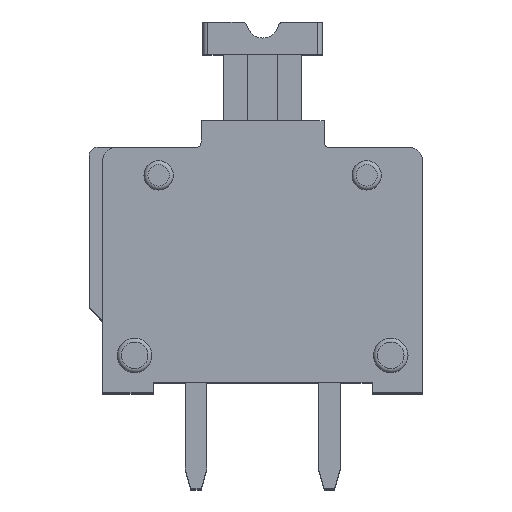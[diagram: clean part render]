
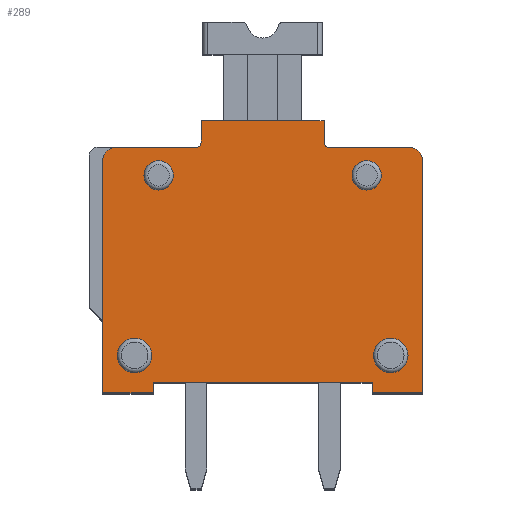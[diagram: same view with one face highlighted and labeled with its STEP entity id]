
A CAD part, top view. The second image highlights one B-rep face of the part: STEP entity #289.
In plain terms, the highlighted planar face has unit normal (0, 0, 1).
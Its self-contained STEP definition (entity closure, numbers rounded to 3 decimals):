
#289 = ADVANCED_FACE( '', ( #639, #640, #641, #642, #643 ), #644, .T. );
#639 = FACE_OUTER_BOUND( '', #1113, .T. );
#640 = FACE_BOUND( '', #1114, .T. );
#641 = FACE_BOUND( '', #1115, .T. );
#642 = FACE_BOUND( '', #1116, .T. );
#643 = FACE_BOUND( '', #1117, .T. );
#644 = PLANE( '', #1118 );
#1113 = EDGE_LOOP( '', ( #1629, #1630, #1631, #1632, #1633, #1634, #1635, #1636, #1637, #1638, #1639, #1640, #1641, #1642, #1643, #1644 ) );
#1114 = EDGE_LOOP( '', ( #1645 ) );
#1115 = EDGE_LOOP( '', ( #1646 ) );
#1116 = EDGE_LOOP( '', ( #1647 ) );
#1117 = EDGE_LOOP( '', ( #1648 ) );
#1118 = AXIS2_PLACEMENT_3D( '', #1649, #1650, #1651 );
#1629 = ORIENTED_EDGE( '', *, *, #2850, .T. );
#1630 = ORIENTED_EDGE( '', *, *, #2851, .T. );
#1631 = ORIENTED_EDGE( '', *, *, #2852, .F. );
#1632 = ORIENTED_EDGE( '', *, *, #2853, .F. );
#1633 = ORIENTED_EDGE( '', *, *, #2854, .F. );
#1634 = ORIENTED_EDGE( '', *, *, #2855, .T. );
#1635 = ORIENTED_EDGE( '', *, *, #2856, .F. );
#1636 = ORIENTED_EDGE( '', *, *, #2857, .F. );
#1637 = ORIENTED_EDGE( '', *, *, #2858, .T. );
#1638 = ORIENTED_EDGE( '', *, *, #2859, .T. );
#1639 = ORIENTED_EDGE( '', *, *, #2860, .T. );
#1640 = ORIENTED_EDGE( '', *, *, #2861, .T. );
#1641 = ORIENTED_EDGE( '', *, *, #2862, .T. );
#1642 = ORIENTED_EDGE( '', *, *, #2863, .F. );
#1643 = ORIENTED_EDGE( '', *, *, #2864, .T. );
#1644 = ORIENTED_EDGE( '', *, *, #2865, .F. );
#1645 = ORIENTED_EDGE( '', *, *, #2866, .F. );
#1646 = ORIENTED_EDGE( '', *, *, #2867, .F. );
#1647 = ORIENTED_EDGE( '', *, *, #2868, .F. );
#1648 = ORIENTED_EDGE( '', *, *, #2869, .F. );
#1649 = CARTESIAN_POINT( '', ( 5.954, 7.756, 3. ) );
#1650 = DIRECTION( '', ( 0., 0., 1. ) );
#1651 = DIRECTION( '', ( 1., 0., 0. ) );
#2850 = EDGE_CURVE( '', #3372, #3373, #3374, .T. );
#2851 = EDGE_CURVE( '', #3373, #3375, #3376, .T. );
#2852 = EDGE_CURVE( '', #3377, #3375, #3378, .T. );
#2853 = EDGE_CURVE( '', #3379, #3377, #3380, .T. );
#2854 = EDGE_CURVE( '', #3381, #3379, #3382, .T. );
#2855 = EDGE_CURVE( '', #3381, #3383, #3384, .T. );
#2856 = EDGE_CURVE( '', #3385, #3383, #3386, .T. );
#2857 = EDGE_CURVE( '', #3387, #3385, #3388, .T. );
#2858 = EDGE_CURVE( '', #3387, #3389, #3390, .T. );
#2859 = EDGE_CURVE( '', #3389, #3391, #3392, .T. );
#2860 = EDGE_CURVE( '', #3391, #3393, #3394, .T. );
#2861 = EDGE_CURVE( '', #3393, #3395, #3396, .T. );
#2862 = EDGE_CURVE( '', #3395, #3397, #3398, .T. );
#2863 = EDGE_CURVE( '', #3399, #3397, #3400, .T. );
#2864 = EDGE_CURVE( '', #3399, #3401, #3402, .T. );
#2865 = EDGE_CURVE( '', #3372, #3401, #3403, .T. );
#2866 = EDGE_CURVE( '', #3404, #3404, #3405, .T. );
#2867 = EDGE_CURVE( '', #3406, #3406, #3407, .T. );
#2868 = EDGE_CURVE( '', #3408, #3408, #3409, .T. );
#2869 = EDGE_CURVE( '', #3410, #3410, #3411, .T. );
#3372 = VERTEX_POINT( '', #4123 );
#3373 = VERTEX_POINT( '', #4124 );
#3374 = LINE( '', #4125, #4126 );
#3375 = VERTEX_POINT( '', #4127 );
#3376 = LINE( '', #4128, #4129 );
#3377 = VERTEX_POINT( '', #4130 );
#3378 = LINE( '', #4131, #4132 );
#3379 = VERTEX_POINT( '', #4133 );
#3380 = LINE( '', #4134, #4135 );
#3381 = VERTEX_POINT( '', #4136 );
#3382 = LINE( '', #4137, #4138 );
#3383 = VERTEX_POINT( '', #4139 );
#3384 = LINE( '', #4140, #4141 );
#3385 = VERTEX_POINT( '', #4142 );
#3386 = LINE( '', #4143, #4144 );
#3387 = VERTEX_POINT( '', #4145 );
#3388 = CIRCLE( '', #4146, 0.5 );
#3389 = VERTEX_POINT( '', #4147 );
#3390 = LINE( '', #4148, #4149 );
#3391 = VERTEX_POINT( '', #4150 );
#3392 = CIRCLE( '', #4151, 0.2 );
#3393 = VERTEX_POINT( '', #4152 );
#3394 = LINE( '', #4153, #4154 );
#3395 = VERTEX_POINT( '', #4155 );
#3396 = LINE( '', #4156, #4157 );
#3397 = VERTEX_POINT( '', #4158 );
#3398 = LINE( '', #4159, #4160 );
#3399 = VERTEX_POINT( '', #4161 );
#3400 = CIRCLE( '', #4162, 0.2 );
#3401 = VERTEX_POINT( '', #4163 );
#3402 = LINE( '', #4164, #4165 );
#3403 = CIRCLE( '', #4166, 0.5 );
#3404 = VERTEX_POINT( '', #4167 );
#3405 = CIRCLE( '', #4168, 0.65 );
#3406 = VERTEX_POINT( '', #4169 );
#3407 = CIRCLE( '', #4170, 0.55 );
#3408 = VERTEX_POINT( '', #4171 );
#3409 = CIRCLE( '', #4172, 0.65 );
#3410 = VERTEX_POINT( '', #4173 );
#3411 = CIRCLE( '', #4174, 0.55 );
#4123 = CARTESIAN_POINT( '', ( 0., 8.7, 3. ) );
#4124 = CARTESIAN_POINT( '', ( 0., 0., 3. ) );
#4125 = CARTESIAN_POINT( '', ( 0., 7.285, 3. ) );
#4126 = VECTOR( '', #5060, 1000. );
#4127 = CARTESIAN_POINT( '', ( 1.9, 0., 3. ) );
#4128 = CARTESIAN_POINT( '', ( 7.771, 0., 3. ) );
#4129 = VECTOR( '', #5061, 1000. );
#4130 = CARTESIAN_POINT( '', ( 1.9, 0.4, 3. ) );
#4131 = CARTESIAN_POINT( '', ( 1.9, 7.285, 3. ) );
#4132 = VECTOR( '', #5062, 1000. );
#4133 = CARTESIAN_POINT( '', ( 10.1, 0.4, 3. ) );
#4134 = CARTESIAN_POINT( '', ( 7.771, 0.4, 3. ) );
#4135 = VECTOR( '', #5063, 1000. );
#4136 = CARTESIAN_POINT( '', ( 10.1, 0., 3. ) );
#4137 = CARTESIAN_POINT( '', ( 10.1, 7.285, 3. ) );
#4138 = VECTOR( '', #5064, 1000. );
#4139 = CARTESIAN_POINT( '', ( 12., 0., 3. ) );
#4140 = CARTESIAN_POINT( '', ( 7.771, 0., 3. ) );
#4141 = VECTOR( '', #5065, 1000. );
#4142 = CARTESIAN_POINT( '', ( 12., 8.7, 3. ) );
#4143 = CARTESIAN_POINT( '', ( 12., 7.285, 3. ) );
#4144 = VECTOR( '', #5066, 1000. );
#4145 = CARTESIAN_POINT( '', ( 11.5, 9.2, 3. ) );
#4146 = AXIS2_PLACEMENT_3D( '', #5067, #5068, #5069 );
#4147 = CARTESIAN_POINT( '', ( 8.5, 9.2, 3. ) );
#4148 = CARTESIAN_POINT( '', ( 7.771, 9.2, 3. ) );
#4149 = VECTOR( '', #5070, 1000. );
#4150 = CARTESIAN_POINT( '', ( 8.3, 9.4, 3. ) );
#4151 = AXIS2_PLACEMENT_3D( '', #5071, #5072, #5073 );
#4152 = CARTESIAN_POINT( '', ( 8.3, 10.2, 3. ) );
#4153 = CARTESIAN_POINT( '', ( 8.3, 7.285, 3. ) );
#4154 = VECTOR( '', #5074, 1000. );
#4155 = CARTESIAN_POINT( '', ( 3.7, 10.2, 3. ) );
#4156 = CARTESIAN_POINT( '', ( 7.771, 10.2, 3. ) );
#4157 = VECTOR( '', #5075, 1000. );
#4158 = CARTESIAN_POINT( '', ( 3.7, 9.4, 3. ) );
#4159 = CARTESIAN_POINT( '', ( 3.7, 7.285, 3. ) );
#4160 = VECTOR( '', #5076, 1000. );
#4161 = CARTESIAN_POINT( '', ( 3.5, 9.2, 3. ) );
#4162 = AXIS2_PLACEMENT_3D( '', #5077, #5078, #5079 );
#4163 = CARTESIAN_POINT( '', ( 0.5, 9.2, 3. ) );
#4164 = CARTESIAN_POINT( '', ( 7.771, 9.2, 3. ) );
#4165 = VECTOR( '', #5080, 1000. );
#4166 = AXIS2_PLACEMENT_3D( '', #5081, #5082, #5083 );
#4167 = CARTESIAN_POINT( '', ( 11.45, 1.4, 3. ) );
#4168 = AXIS2_PLACEMENT_3D( '', #5084, #5085, #5086 );
#4169 = CARTESIAN_POINT( '', ( 2.65, 8.15, 3. ) );
#4170 = AXIS2_PLACEMENT_3D( '', #5087, #5088, #5089 );
#4171 = CARTESIAN_POINT( '', ( 1.85, 1.4, 3. ) );
#4172 = AXIS2_PLACEMENT_3D( '', #5090, #5091, #5092 );
#4173 = CARTESIAN_POINT( '', ( 10.45, 8.15, 3. ) );
#4174 = AXIS2_PLACEMENT_3D( '', #5093, #5094, #5095 );
#5060 = DIRECTION( '', ( 0., -1., 0. ) );
#5061 = DIRECTION( '', ( 1., 0., 0. ) );
#5062 = DIRECTION( '', ( 0., -1., 0. ) );
#5063 = DIRECTION( '', ( -1., 0., 0. ) );
#5064 = DIRECTION( '', ( 0., 1., 0. ) );
#5065 = DIRECTION( '', ( 1., 0., 0. ) );
#5066 = DIRECTION( '', ( 0., -1., 0. ) );
#5067 = CARTESIAN_POINT( '', ( 11.5, 8.7, 3. ) );
#5068 = DIRECTION( '', ( 0., 0., -1. ) );
#5069 = DIRECTION( '', ( -1., 0., 0. ) );
#5070 = DIRECTION( '', ( -1., 0., 0. ) );
#5071 = CARTESIAN_POINT( '', ( 8.5, 9.4, 3. ) );
#5072 = DIRECTION( '', ( 0., 0., -1. ) );
#5073 = DIRECTION( '', ( -1., 0., 0. ) );
#5074 = DIRECTION( '', ( 0., 1., 0. ) );
#5075 = DIRECTION( '', ( -1., 0., 0. ) );
#5076 = DIRECTION( '', ( 0., -1., 0. ) );
#5077 = CARTESIAN_POINT( '', ( 3.5, 9.4, 3. ) );
#5078 = DIRECTION( '', ( 0., 0., 1. ) );
#5079 = DIRECTION( '', ( 1., 0., 0. ) );
#5080 = DIRECTION( '', ( -1., 0., 0. ) );
#5081 = CARTESIAN_POINT( '', ( 0.5, 8.7, 3. ) );
#5082 = DIRECTION( '', ( 0., 0., -1. ) );
#5083 = DIRECTION( '', ( -1., 0., 0. ) );
#5084 = CARTESIAN_POINT( '', ( 10.8, 1.4, 3. ) );
#5085 = DIRECTION( '', ( 0., 0., 1. ) );
#5086 = DIRECTION( '', ( 1., 0., 0. ) );
#5087 = CARTESIAN_POINT( '', ( 2.1, 8.15, 3. ) );
#5088 = DIRECTION( '', ( 0., 0., 1. ) );
#5089 = DIRECTION( '', ( 1., 0., 0. ) );
#5090 = CARTESIAN_POINT( '', ( 1.2, 1.4, 3. ) );
#5091 = DIRECTION( '', ( 0., 0., 1. ) );
#5092 = DIRECTION( '', ( 1., 0., 0. ) );
#5093 = CARTESIAN_POINT( '', ( 9.9, 8.15, 3. ) );
#5094 = DIRECTION( '', ( 0., 0., 1. ) );
#5095 = DIRECTION( '', ( 1., 0., 0. ) );
